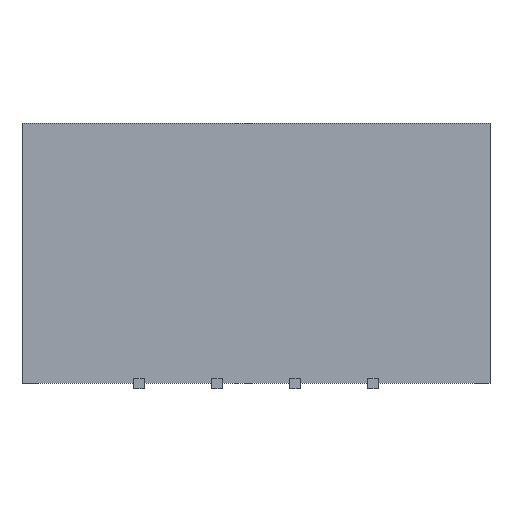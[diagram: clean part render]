
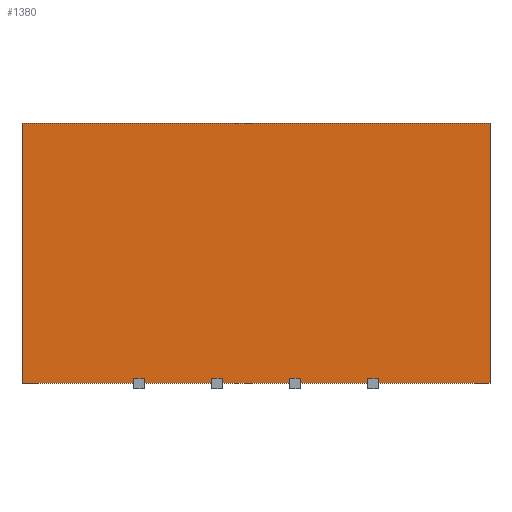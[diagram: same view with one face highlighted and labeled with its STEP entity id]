
A CAD part, front view. The second image highlights one B-rep face of the part: STEP entity #1380.
In plain terms, the highlighted planar face has unit normal (0, -1, 0).
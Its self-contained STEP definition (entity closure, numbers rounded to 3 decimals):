
#82=FACE_OUTER_BOUND('',#158,.T.);
#158=EDGE_LOOP('',(#1081,#1082,#1083,#1084));
#225=LINE('',#1954,#405);
#254=LINE('',#2011,#434);
#262=LINE('',#2026,#442);
#288=LINE('',#2074,#468);
#405=VECTOR('',#1563,10.);
#434=VECTOR('',#1608,10.);
#442=VECTOR('',#1618,10.);
#468=VECTOR('',#1670,10.);
#585=VERTEX_POINT('',#1951);
#586=VERTEX_POINT('',#1953);
#605=VERTEX_POINT('',#2008);
#606=VERTEX_POINT('',#2010);
#715=EDGE_CURVE('',#585,#586,#225,.T.);
#744=EDGE_CURVE('',#605,#606,#254,.T.);
#752=EDGE_CURVE('',#605,#586,#262,.T.);
#778=EDGE_CURVE('',#606,#585,#288,.T.);
#1081=ORIENTED_EDGE('',*,*,#744,.F.);
#1082=ORIENTED_EDGE('',*,*,#752,.T.);
#1083=ORIENTED_EDGE('',*,*,#715,.F.);
#1084=ORIENTED_EDGE('',*,*,#778,.F.);
#1312=PLANE('',#1474);
#1380=ADVANCED_FACE('',(#82),#1312,.T.);
#1474=AXIS2_PLACEMENT_3D('',#2099,#1703,#1704);
#1563=DIRECTION('',(1.,0.,0.));
#1608=DIRECTION('',(-1.,0.,0.));
#1618=DIRECTION('',(0.,0.,1.));
#1670=DIRECTION('',(0.,0.,1.));
#1703=DIRECTION('center_axis',(0.,-1.,0.));
#1704=DIRECTION('ref_axis',(1.,0.,0.));
#1951=CARTESIAN_POINT('',(-4.5,0.,5.));
#1953=CARTESIAN_POINT('',(4.5,0.,5.));
#1954=CARTESIAN_POINT('',(4.5,0.,5.));
#2008=CARTESIAN_POINT('',(4.5,0.,0.));
#2010=CARTESIAN_POINT('',(-4.5,0.,0.));
#2011=CARTESIAN_POINT('',(4.5,0.,0.));
#2026=CARTESIAN_POINT('',(4.5,0.,0.));
#2074=CARTESIAN_POINT('',(-4.5,0.,0.));
#2099=CARTESIAN_POINT('Origin',(-4.5,0.,0.));
